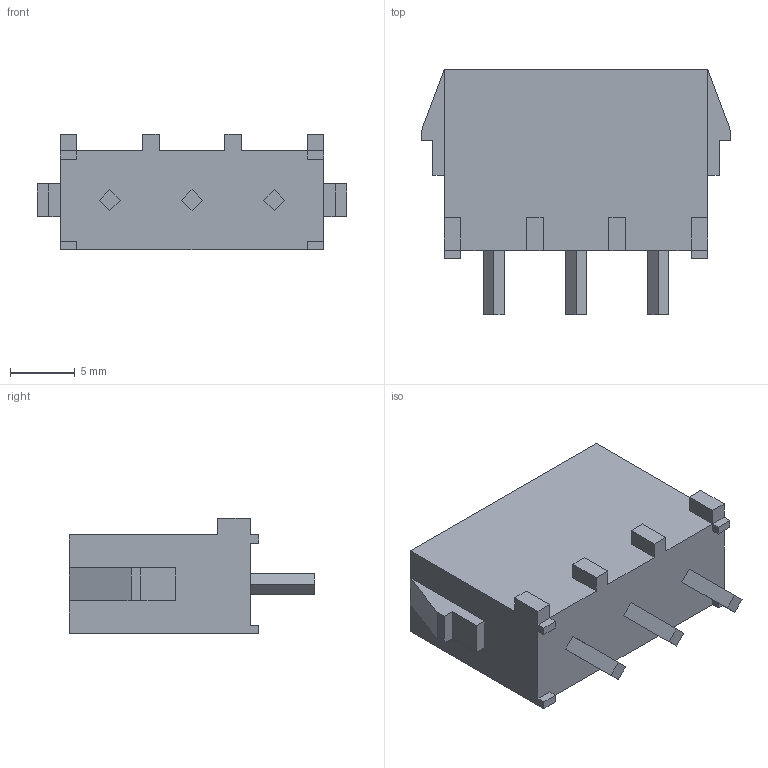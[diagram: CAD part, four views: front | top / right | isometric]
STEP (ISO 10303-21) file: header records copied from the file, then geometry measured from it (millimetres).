
FILE_DESCRIPTION((''),'2;1');
FILE_NAME('010844032','2014-05-29T',('me'),(''),'PRO/ENGINEER BY PARAMETRIC TECHNOLOGY CORPORATION, 2011490','PRO/ENGINEER BY PARAMETRIC TECHNOLOGY CORPORATION, 2011490','');
FILE_SCHEMA(('CONFIG_CONTROL_DESIGN'));
Length unit declared in the file: inch
Products named in the file (1): 010844032
Bounding box: 23.88 x 18.92 x 8.89 mm (x, y, z)
Volume: 1903.3 mm3; surface area: 2255 mm2
Topology: 1 solids, 1 shells, 129 faces, 335 edges, 226 vertices
Faces by surface type: plane 101, cylinder 28
Entity records: 3953 total; most frequent: CARTESIAN_POINT 679, DIRECTION 665, ORIENTED_EDGE 652, EDGE_CURVE 326, VECTOR 265, LINE 265, VERTEX_POINT 214, AXIS2_PLACEMENT_3D 200
